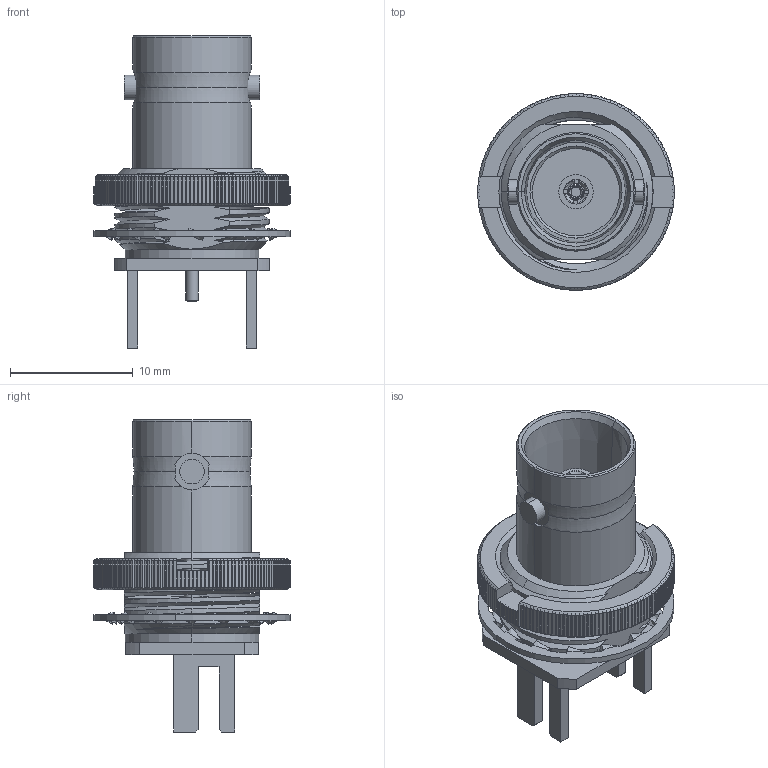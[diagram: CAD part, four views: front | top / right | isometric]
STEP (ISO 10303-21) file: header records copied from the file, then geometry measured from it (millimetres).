
FILE_DESCRIPTION (( 'STEP AP214' ), '1' );
FILE_NAME ('10-462-4-B126-1.6.STEP', '2024-07-09T15:29:45', ( '' ), ( '' ), 'SwSTEP 2.0', 'SolidWorks 2023', '' );
FILE_SCHEMA (( 'AUTOMOTIVE_DESIGN' ));
Length unit declared in the file: millimetre
Products named in the file (1): 10-462-4-B126-1.6
Bounding box: 16 x 16 x 25.41 mm (x, y, z)
Surface area: 2028.2 mm2 (no closed solid volume)
Topology: 0 solids, 9 shells, 733 faces, 2226 edges, 1474 vertices
Faces by surface type: plane 404, cylinder 209, bspline 83, cone 33, torus 4
Entity records: 31872 total; most frequent: CARTESIAN_POINT 13621, ORIENTED_EDGE 4263, DIRECTION 3136, EDGE_CURVE 2226, VERTEX_POINT 1474, AXIS2_PLACEMENT_3D 1114, LINE 908, VECTOR 908
